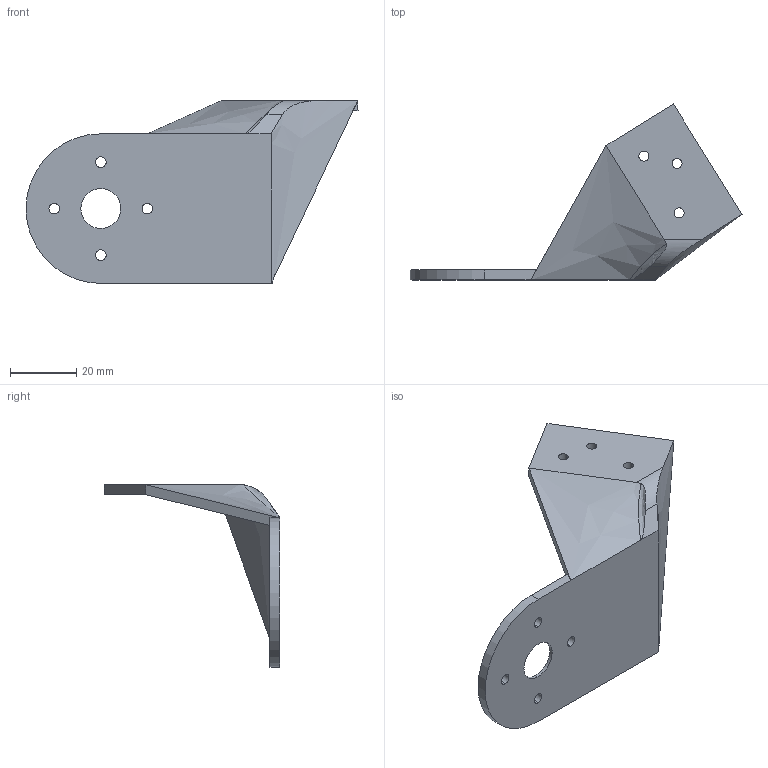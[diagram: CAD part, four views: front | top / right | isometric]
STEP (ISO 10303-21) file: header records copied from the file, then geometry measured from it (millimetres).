
FILE_DESCRIPTION (( 'STEP AP214' ), '1' );
FILE_NAME ('Stepper Bracket L.STEP', '2024-07-29T02:24:47', ( '' ), ( '' ), 'SwSTEP 2.0', 'SolidWorks 2023', '' );
FILE_SCHEMA (( 'AUTOMOTIVE_DESIGN' ));
Length unit declared in the file: millimetre
Products named in the file (1): Stepper Bracket L
Bounding box: 99.88 x 52.92 x 55 mm (x, y, z)
Volume: 15151 mm3; surface area: 12227.3 mm2
Topology: 1 solids, 1 shells, 42 faces, 116 edges, 77 vertices
Faces by surface type: cylinder 21, plane 15, bspline 6
Entity records: 2594 total; most frequent: CARTESIAN_POINT 1514, ORIENTED_EDGE 232, DIRECTION 194, EDGE_CURVE 116, VERTEX_POINT 77, AXIS2_PLACEMENT_3D 75, EDGE_LOOP 59, VECTOR 44
